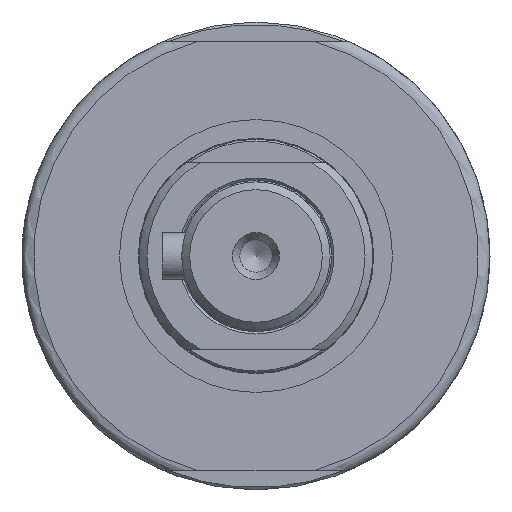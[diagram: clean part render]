
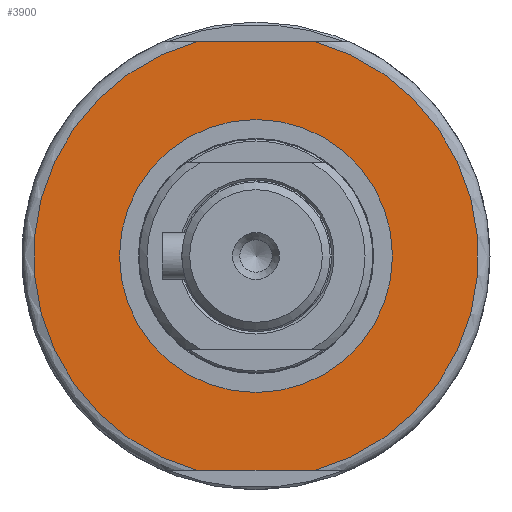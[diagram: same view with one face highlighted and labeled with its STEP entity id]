
A CAD part, left-side view. The second image highlights one B-rep face of the part: STEP entity #3900.
In plain terms, the highlighted planar face has unit normal (-1, 0, 0).
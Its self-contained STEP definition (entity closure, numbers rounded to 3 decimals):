
#351=FACE_BOUND('',#765,.T.);
#388=PLANE('',#4221);
#541=FACE_OUTER_BOUND('',#764,.T.);
#764=EDGE_LOOP('',(#2913,#2914,#2915,#2916));
#765=EDGE_LOOP('',(#2917,#2918));
#1022=CIRCLE('',#4201,17.5);
#1023=CIRCLE('',#4202,17.5);
#1034=CIRCLE('',#4216,28.5);
#1037=CIRCLE('',#4220,28.5);
#1205=LINE('',#6021,#1497);
#1206=LINE('',#6022,#1498);
#1497=VECTOR('',#4801,10.);
#1498=VECTOR('',#4802,10.);
#1824=VERTEX_POINT('',#5922);
#1825=VERTEX_POINT('',#5924);
#1836=VERTEX_POINT('',#5952);
#1837=VERTEX_POINT('',#5967);
#1839=VERTEX_POINT('',#5986);
#1842=VERTEX_POINT('',#6004);
#2233=EDGE_CURVE('',#1825,#1824,#1022,.T.);
#2234=EDGE_CURVE('',#1824,#1825,#1023,.T.);
#2248=EDGE_CURVE('',#1836,#1837,#1034,.T.);
#2254=EDGE_CURVE('',#1842,#1839,#1037,.T.);
#2255=EDGE_CURVE('',#1836,#1839,#1205,.T.);
#2256=EDGE_CURVE('',#1842,#1837,#1206,.T.);
#2913=ORIENTED_EDGE('',*,*,#2255,.T.);
#2914=ORIENTED_EDGE('',*,*,#2254,.F.);
#2915=ORIENTED_EDGE('',*,*,#2256,.T.);
#2916=ORIENTED_EDGE('',*,*,#2248,.F.);
#2917=ORIENTED_EDGE('',*,*,#2233,.T.);
#2918=ORIENTED_EDGE('',*,*,#2234,.T.);
#3900=ADVANCED_FACE('',(#541,#351),#388,.T.);
#4201=AXIS2_PLACEMENT_3D('',#5925,#4757,#4758);
#4202=AXIS2_PLACEMENT_3D('',#5926,#4759,#4760);
#4216=AXIS2_PLACEMENT_3D('',#5968,#4789,#4790);
#4220=AXIS2_PLACEMENT_3D('',#6019,#4797,#4798);
#4221=AXIS2_PLACEMENT_3D('',#6020,#4799,#4800);
#4757=DIRECTION('center_axis',(1.,0.,0.));
#4758=DIRECTION('ref_axis',(0.,-1.,0.));
#4759=DIRECTION('center_axis',(1.,0.,0.));
#4760=DIRECTION('ref_axis',(0.,-1.,0.));
#4789=DIRECTION('center_axis',(1.,0.,0.));
#4790=DIRECTION('ref_axis',(0.,-1.,0.));
#4797=DIRECTION('center_axis',(1.,0.,0.));
#4798=DIRECTION('ref_axis',(0.,-1.,0.));
#4799=DIRECTION('center_axis',(-1.,0.,0.));
#4800=DIRECTION('ref_axis',(0.,0.,-1.));
#4801=DIRECTION('',(0.,-1.,0.));
#4802=DIRECTION('',(0.,1.,0.));
#5922=CARTESIAN_POINT('',(-158.,17.5,0.));
#5924=CARTESIAN_POINT('',(-158.,-17.5,0.));
#5925=CARTESIAN_POINT('Origin',(-158.,0.,0.));
#5926=CARTESIAN_POINT('Origin',(-158.,0.,0.));
#5952=CARTESIAN_POINT('',(-158.,7.483,-27.5));
#5967=CARTESIAN_POINT('',(-158.,7.483,27.5));
#5968=CARTESIAN_POINT('Origin',(-158.,0.,0.));
#5986=CARTESIAN_POINT('',(-158.,-7.483,-27.5));
#6004=CARTESIAN_POINT('',(-158.,-7.483,27.5));
#6019=CARTESIAN_POINT('Origin',(-158.,0.,0.));
#6020=CARTESIAN_POINT('Origin',(-158.,-23.,0.));
#6021=CARTESIAN_POINT('',(-158.,-24.063,-27.5));
#6022=CARTESIAN_POINT('',(-158.,1.553,27.5));
